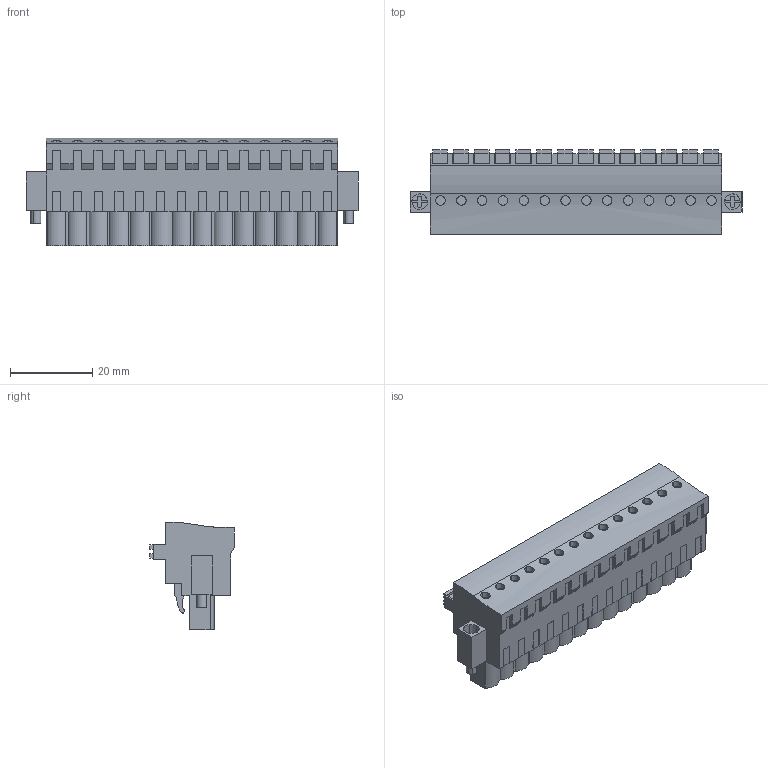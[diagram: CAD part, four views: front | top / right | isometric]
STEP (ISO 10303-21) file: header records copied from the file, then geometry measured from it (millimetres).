
FILE_DESCRIPTION(('CATIA V5 STEP Exchange','CAx-IF Rec.Pracs.--- Model Styling and Organization---1.2---2011-12-15'),'2;1');
FILE_NAME ('D1446321_0_1002210000_1002210000.stp','2017-09-09T13:42:52+00:00',('none'),('Weidmueller'),'CATIA Version 5-6 Release 2014','CATIA V5 STEP AP214','none');
FILE_SCHEMA(('AUTOMOTIVE_DESIGN { 1 0 10303 214 1 1 1 1 }'));
Length unit declared in the file: millimetre
Products named in the file (1): 1002210000
Bounding box: 80.92 x 20.64 x 26.24 mm (x, y, z)
Volume: 22110.4 mm3; surface area: 9950.7 mm2
Topology: 17 solids, 17 shells, 973 faces, 2784 edges, 1907 vertices
Faces by surface type: plane 777, cylinder 188, extrusion 8
Entity records: 31547 total; most frequent: CARTESIAN_POINT 6207, ORIENTED_EDGE 5568, DIRECTION 4102, EDGE_CURVE 2784, VECTOR 2368, LINE 2360, VERTEX_POINT 1907, EDGE_LOOP 1039
